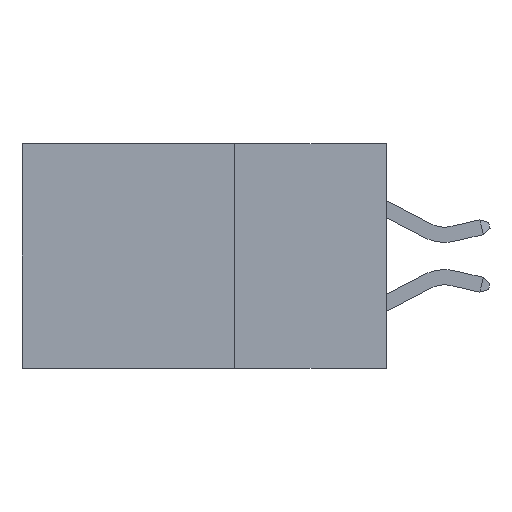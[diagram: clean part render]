
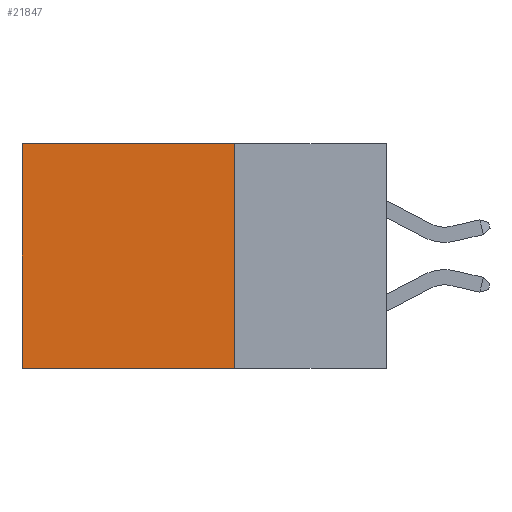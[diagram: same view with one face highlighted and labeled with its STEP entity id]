
A CAD part, left-side view. The second image highlights one B-rep face of the part: STEP entity #21847.
In plain terms, the highlighted planar face has unit normal (-1, 0, 0).
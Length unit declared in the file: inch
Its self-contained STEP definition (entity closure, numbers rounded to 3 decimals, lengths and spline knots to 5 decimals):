
#1049 = EDGE_CURVE ( 'NONE', #8832, #23016, #13067, .T. ) ;
#1916 = EDGE_LOOP ( 'NONE', ( #15890, #12942, #7898, #29115 ) ) ;
#1974 = LINE ( 'NONE', #25098, #14082 ) ;
#2412 = DIRECTION ( 'NONE',  ( 0., 1., 0. ) ) ;
#2560 = CARTESIAN_POINT ( 'NONE',  ( 0.298, 0.6, 0. ) ) ;
#3015 = FACE_OUTER_BOUND ( 'NONE', #1916, .T. ) ;
#3043 = LINE ( 'NONE', #10300, #15156 ) ;
#4498 = VERTEX_POINT ( 'NONE', #11121 ) ;
#5920 = LINE ( 'NONE', #15380, #17917 ) ;
#7898 = ORIENTED_EDGE ( 'NONE', *, *, #12643, .F. ) ;
#8832 = VERTEX_POINT ( 'NONE', #10505 ) ;
#9181 = PLANE ( 'NONE',  #12780 ) ;
#10300 = CARTESIAN_POINT ( 'NONE',  ( 0.298, 0.25, 0. ) ) ;
#10505 = CARTESIAN_POINT ( 'NONE',  ( 0.298, 0.25, -0.37 ) ) ;
#11121 = CARTESIAN_POINT ( 'NONE',  ( 0.298, 0.25, 0. ) ) ;
#11603 = DIRECTION ( 'NONE',  ( 0., 0., -1. ) ) ;
#11687 = VERTEX_POINT ( 'NONE', #2560 ) ;
#12643 = EDGE_CURVE ( 'NONE', #4498, #8832, #1974, .T. ) ;
#12780 = AXIS2_PLACEMENT_3D ( 'NONE', #18633, #25692, #11603 ) ;
#12942 = ORIENTED_EDGE ( 'NONE', *, *, #1049, .F. ) ;
#13067 = LINE ( 'NONE', #30273, #19331 ) ;
#14082 = VECTOR ( 'NONE', #25208, 39.37008 ) ;
#15156 = VECTOR ( 'NONE', #24440, 39.37008 ) ;
#15380 = CARTESIAN_POINT ( 'NONE',  ( 0.298, 0.6, 0. ) ) ;
#15890 = ORIENTED_EDGE ( 'NONE', *, *, #23866, .T. ) ;
#17917 = VECTOR ( 'NONE', #22440, 39.37008 ) ;
#18633 = CARTESIAN_POINT ( 'NONE',  ( 0.298, 0.25, 0. ) ) ;
#19331 = VECTOR ( 'NONE', #2412, 39.37008 ) ;
#21577 = CARTESIAN_POINT ( 'NONE',  ( 0.298, 0.6, -0.37 ) ) ;
#21847 = ADVANCED_FACE ( 'NONE', ( #3015 ), #9181, .F. ) ;
#22440 = DIRECTION ( 'NONE',  ( 0., 0., -1. ) ) ;
#23016 = VERTEX_POINT ( 'NONE', #21577 ) ;
#23866 = EDGE_CURVE ( 'NONE', #11687, #23016, #5920, .T. ) ;
#24440 = DIRECTION ( 'NONE',  ( 0., 1., 0. ) ) ;
#25098 = CARTESIAN_POINT ( 'NONE',  ( 0.298, 0.25, 0. ) ) ;
#25208 = DIRECTION ( 'NONE',  ( 0., 0., -1. ) ) ;
#25692 = DIRECTION ( 'NONE',  ( 1., 0., 0. ) ) ;
#29115 = ORIENTED_EDGE ( 'NONE', *, *, #29994, .T. ) ;
#29994 = EDGE_CURVE ( 'NONE', #4498, #11687, #3043, .T. ) ;
#30273 = CARTESIAN_POINT ( 'NONE',  ( 0.298, 0.25, -0.37 ) ) ;
